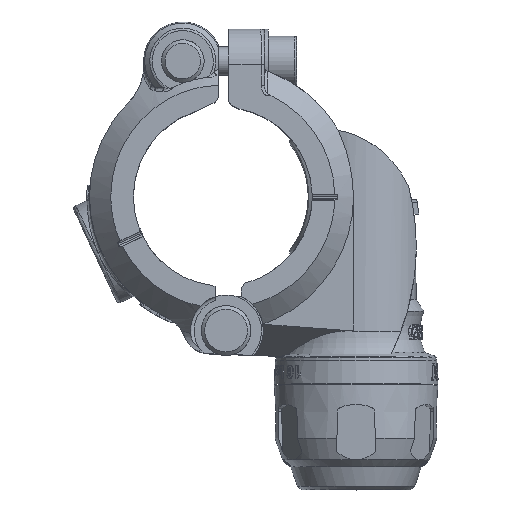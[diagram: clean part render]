
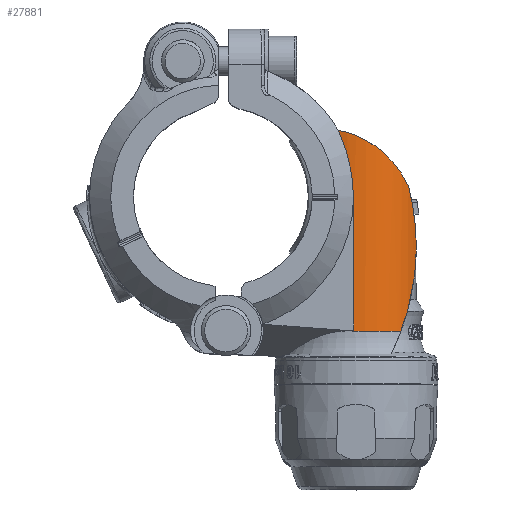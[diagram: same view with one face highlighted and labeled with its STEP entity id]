
A CAD part, top view. The second image highlights one B-rep face of the part: STEP entity #27881.
In plain terms, the highlighted cylindrical face has radius 19.073 mm (diameter 38.145 mm), a partial arc.
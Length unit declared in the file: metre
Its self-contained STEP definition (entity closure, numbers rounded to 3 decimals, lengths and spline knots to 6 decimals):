
#916=CIRCLE('',#28606,0.019074);
#917=CIRCLE('',#28607,0.019073);
#1562=CYLINDRICAL_SURFACE('',#29614,0.019073);
#3322=LINE('',#76254,#4816);
#3323=LINE('',#76255,#4817);
#4816=VECTOR('',#34513,0.01);
#4817=VECTOR('',#34514,1.);
#6811=FACE_OUTER_BOUND('',#8394,.T.);
#8394=EDGE_LOOP('',(#24807,#24808,#24809,#24810,#24811,#24812,#24813,#24814));
#8512=B_SPLINE_CURVE_WITH_KNOTS('',3,(#38938,#38939,#38940,#38941,#38942,
#38943,#38944,#38945,#38946,#38947,#38948,#38949,#38950,#38951,#38952,#38953),
 .UNSPECIFIED.,.F.,.F.,(4,2,2,2,2,2,2,4),(-27.039293,-26.905063,
-25.746872,-25.167776,-24.588681,-24.009585,
-23.43049,-22.866579),.UNSPECIFIED.);
#9896=B_SPLINE_CURVE_WITH_KNOTS('',3,(#61805,#61806,#61807,#61808,#61809,
#61810,#61811,#61812,#61813,#61814,#61815,#61816,#61817,#61818,#61819,#61820),
 .UNSPECIFIED.,.F.,.F.,(4,2,2,2,2,2,2,4),(-17.827763,-17.650554,
-16.944356,-16.238158,-15.925797,-15.613436,
-15.301074,-15.109494),.UNSPECIFIED.);
#9908=B_SPLINE_CURVE_WITH_KNOTS('',3,(#62433,#62434,#62435,#62436,#62437,
#62438,#62439),.UNSPECIFIED.,.F.,.F.,(4,3,4),(0.038176,0.038219,
0.03826),.UNSPECIFIED.);
#10109=B_SPLINE_CURVE_WITH_KNOTS('',3,(#76245,#76246,#76247,#76248,#76249,
#76250,#76251,#76252),.UNSPECIFIED.,.F.,.F.,(4,2,2,4),(-1.93228,
-0.963319,-0.426094,-0.000001),
 .UNSPECIFIED.);
#10300=VERTEX_POINT('',#38935);
#10301=VERTEX_POINT('',#38937);
#12152=VERTEX_POINT('',#59088);
#12291=VERTEX_POINT('',#61803);
#12292=VERTEX_POINT('',#61824);
#12363=VERTEX_POINT('',#62425);
#12805=VERTEX_POINT('',#76244);
#12806=VERTEX_POINT('',#76253);
#12957=EDGE_CURVE('',#10301,#10300,#8512,.T.);
#15535=EDGE_CURVE('',#10300,#12291,#9896,.T.);
#15538=EDGE_CURVE('',#12292,#10301,#916,.T.);
#15539=EDGE_CURVE('',#12152,#12292,#917,.T.);
#15630=EDGE_CURVE('',#12363,#12291,#9908,.T.);
#16833=EDGE_CURVE('',#12805,#12363,#10109,.T.);
#16834=EDGE_CURVE('',#12806,#12805,#3322,.T.);
#16835=EDGE_CURVE('',#12152,#12806,#3323,.T.);
#24807=ORIENTED_EDGE('',*,*,#15630,.F.);
#24808=ORIENTED_EDGE('',*,*,#16833,.F.);
#24809=ORIENTED_EDGE('',*,*,#16834,.F.);
#24810=ORIENTED_EDGE('',*,*,#16835,.F.);
#24811=ORIENTED_EDGE('',*,*,#15539,.T.);
#24812=ORIENTED_EDGE('',*,*,#15538,.T.);
#24813=ORIENTED_EDGE('',*,*,#12957,.T.);
#24814=ORIENTED_EDGE('',*,*,#15535,.T.);
#27881=ADVANCED_FACE('',(#6811),#1562,.T.);
#28606=AXIS2_PLACEMENT_3D('',#61825,#31759,#31760);
#28607=AXIS2_PLACEMENT_3D('',#61826,#31761,#31762);
#29614=AXIS2_PLACEMENT_3D('',#76243,#34511,#34512);
#31759=DIRECTION('center_axis',(0.001,1.,
-0.001));
#31760=DIRECTION('ref_axis',(0.661,0.,0.75));
#31761=DIRECTION('center_axis',(0.,1.,0.));
#31762=DIRECTION('ref_axis',(1.,0.,0.));
#34511=DIRECTION('center_axis',(0.,1.,0.));
#34512=DIRECTION('ref_axis',(0.,0.,
1.));
#34513=DIRECTION('',(-0.999,0.,-0.036));
#34514=DIRECTION('',(0.,1.,0.));
#38935=CARTESIAN_POINT('',(4.058731,10.827287,0.00245));
#38937=CARTESIAN_POINT('',(4.056561,10.786708,0.004704));
#38938=CARTESIAN_POINT('Ctrl Pts',(4.056561,10.786708,0.004704));
#38939=CARTESIAN_POINT('Ctrl Pts',(4.056717,10.787124,0.004566));
#38940=CARTESIAN_POINT('Ctrl Pts',(4.056869,10.787542,0.004428));
#38941=CARTESIAN_POINT('Ctrl Pts',(4.058292,10.791571,0.00309));
#38942=CARTESIAN_POINT('Ctrl Pts',(4.059252,10.795266,0.001841));
#38943=CARTESIAN_POINT('Ctrl Pts',(4.060217,10.800889,0.000371));
#38944=CARTESIAN_POINT('Ctrl Pts',(4.06046,10.802778,-0.000049));
#38945=CARTESIAN_POINT('Ctrl Pts',(4.060786,10.806586,-0.000635));
#38946=CARTESIAN_POINT('Ctrl Pts',(4.060868,10.808504,-0.000798));
#38947=CARTESIAN_POINT('Ctrl Pts',(4.060868,10.812365,-0.000798));
#38948=CARTESIAN_POINT('Ctrl Pts',(4.060786,10.814284,-0.000635));
#38949=CARTESIAN_POINT('Ctrl Pts',(4.06046,10.818091,-0.000049));
#38950=CARTESIAN_POINT('Ctrl Pts',(4.060217,10.81998,0.000371));
#38951=CARTESIAN_POINT('Ctrl Pts',(4.059582,10.82368,0.001338));
#38952=CARTESIAN_POINT('Ctrl Pts',(4.059194,10.825491,0.001882));
#38953=CARTESIAN_POINT('Ctrl Pts',(4.058731,10.827287,0.00245));
#59088=CARTESIAN_POINT('',(4.043285,10.78671,0.009456));
#61803=CARTESIAN_POINT('',(4.038967,10.8432,0.008805));
#61805=CARTESIAN_POINT('Ctrl Pts',(4.058731,10.827287,0.00245));
#61806=CARTESIAN_POINT('Ctrl Pts',(4.05852,10.827769,0.002708));
#61807=CARTESIAN_POINT('Ctrl Pts',(4.058295,10.828246,0.00297));
#61808=CARTESIAN_POINT('Ctrl Pts',(4.0571,10.830597,0.004283));
#61809=CARTESIAN_POINT('Ctrl Pts',(4.055918,10.832388,0.005342));
#61810=CARTESIAN_POINT('Ctrl Pts',(4.053105,10.835703,0.007212));
#61811=CARTESIAN_POINT('Ctrl Pts',(4.051475,10.837226,0.008028));
#61812=CARTESIAN_POINT('Ctrl Pts',(4.048803,10.83915,0.00886));
#61813=CARTESIAN_POINT('Ctrl Pts',(4.047907,10.839725,0.009077));
#61814=CARTESIAN_POINT('Ctrl Pts',(4.046006,10.840786,0.009381));
#61815=CARTESIAN_POINT('Ctrl Pts',(4.045002,10.841271,0.009466));
#61816=CARTESIAN_POINT('Ctrl Pts',(4.042947,10.842111,0.009469));
#61817=CARTESIAN_POINT('Ctrl Pts',(4.041895,10.842467,0.009386));
#61818=CARTESIAN_POINT('Ctrl Pts',(4.040219,10.842928,0.00911));
#61819=CARTESIAN_POINT('Ctrl Pts',(4.039586,10.843076,0.008972));
#61820=CARTESIAN_POINT('Ctrl Pts',(4.038967,10.8432,0.008805));
#61824=CARTESIAN_POINT('',(4.055606,10.78671,0.005492));
#61825=CARTESIAN_POINT('Origin',(4.04395,10.786709,-0.009606));
#61826=CARTESIAN_POINT('Origin',(4.043951,10.78671,-0.009605));
#62425=CARTESIAN_POINT('',(4.039001,10.843123,0.008814));
#62433=CARTESIAN_POINT('Ctrl Pts',(4.039001,10.843123,0.008814));
#62434=CARTESIAN_POINT('Ctrl Pts',(4.038995,10.843136,0.008812));
#62435=CARTESIAN_POINT('Ctrl Pts',(4.03899,10.843149,0.008811));
#62436=CARTESIAN_POINT('Ctrl Pts',(4.038984,10.843162,0.008809));
#62437=CARTESIAN_POINT('Ctrl Pts',(4.038978,10.843175,0.008808));
#62438=CARTESIAN_POINT('Ctrl Pts',(4.038973,10.843188,0.008806));
#62439=CARTESIAN_POINT('Ctrl Pts',(4.038967,10.8432,0.008805));
#76243=CARTESIAN_POINT('Origin',(4.043951,10.786708,-0.009605));
#76244=CARTESIAN_POINT('',(4.043248,10.824502,0.009454));
#76245=CARTESIAN_POINT('Ctrl Pts',(4.043249,10.824502,0.009454));
#76246=CARTESIAN_POINT('Ctrl Pts',(4.04325,10.827741,0.009455));
#76247=CARTESIAN_POINT('Ctrl Pts',(4.042844,10.830897,0.00945));
#76248=CARTESIAN_POINT('Ctrl Pts',(4.041672,10.835778,0.009335));
#76249=CARTESIAN_POINT('Ctrl Pts',(4.041153,10.837491,0.009271));
#76250=CARTESIAN_POINT('Ctrl Pts',(4.040083,10.840511,0.009077));
#76251=CARTESIAN_POINT('Ctrl Pts',(4.03956,10.841826,0.008964));
#76252=CARTESIAN_POINT('Ctrl Pts',(4.039001,10.843123,0.008814));
#76253=CARTESIAN_POINT('',(4.043285,10.824502,0.009456));
#76254=CARTESIAN_POINT('',(4.043285,10.824502,0.009456));
#76255=CARTESIAN_POINT('',(4.043285,10.786708,0.009456));
